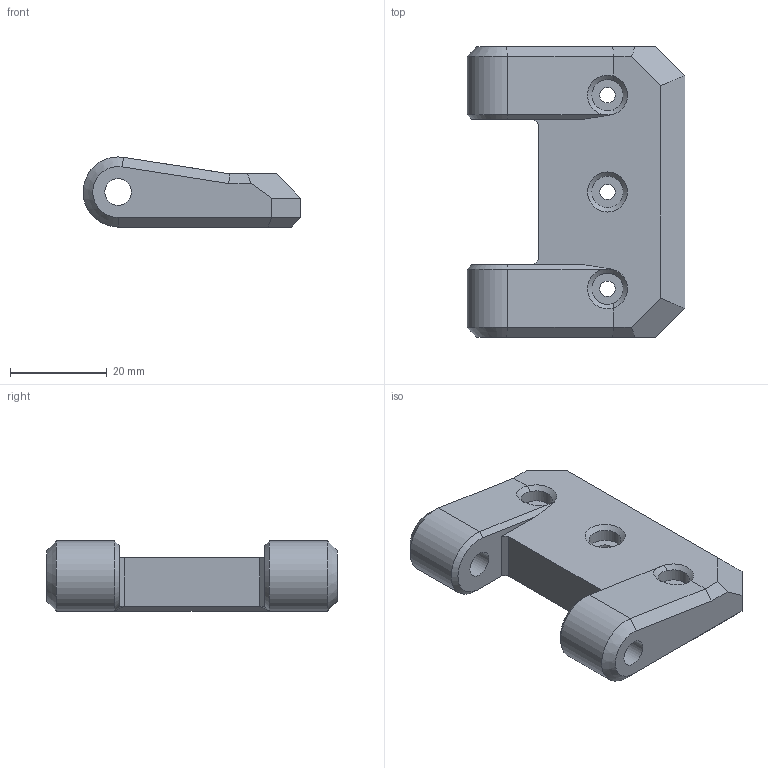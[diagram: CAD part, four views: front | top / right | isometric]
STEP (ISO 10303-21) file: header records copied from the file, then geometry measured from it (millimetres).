
FILE_DESCRIPTION(/* description */ ('STEP AP214'),/* implementation_level */ '2;1');
FILE_NAME(/* name */ '61520fbcb645bf45473ce9c4',/* time_stamp */ '2021-09-27T18:38:53+00:00',/* author */ (''),/* organization */ (''),/* preprocessor_version */ 'ST-DEVELOPER v18.1',/* originating_system */ ' ',/* authorisation */ ' ');
FILE_SCHEMA (('AUTOMOTIVE_DESIGN {1 0 10303 214 3 1 1}'));
Length unit declared in the file: metre
Products named in the file (1): door_hinge_door
Bounding box: 45 x 60 x 14.5 mm (x, y, z)
Volume: 23165.2 mm3; surface area: 7312.6 mm2
Topology: 1 solids, 1 shells, 58 faces, 145 edges, 90 vertices
Faces by surface type: plane 39, cylinder 10, cone 7, bspline 2
Full cylindrical faces by diameter (mm): 3.2 x3, 5.5 x2, 6.5 x3
Entity records: 1908 total; most frequent: CARTESIAN_POINT 542, DIRECTION 268, ORIENTED_EDGE 264, EDGE_CURVE 132, AXIS2_PLACEMENT_3D 90, LINE 88, VECTOR 88, VERTEX_POINT 86
